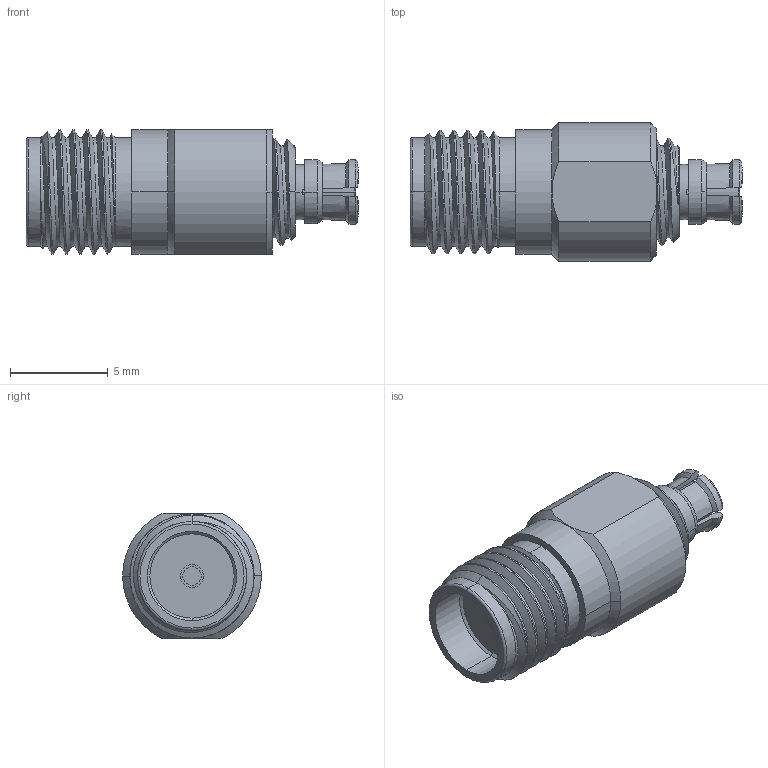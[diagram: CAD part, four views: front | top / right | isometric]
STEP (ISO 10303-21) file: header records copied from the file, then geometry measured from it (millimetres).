
FILE_DESCRIPTION (( 'STEP AP203' ), '1' );
FILE_NAME ('PE91064 ¦ SM8805.step', '2019-05-07T00:32:19', ( '' ), ( '' ), 'SwSTEP 2.0', 'SolidWorks 2018', '' );
FILE_SCHEMA (( 'CONFIG_CONTROL_DESIGN' ));
Length unit declared in the file: inch
Products named in the file (1): PE91064 ｦ SM8805
Bounding box: 17 x 7.1 x 6.4 mm (x, y, z)
Volume: 408 mm3; surface area: 557.6 mm2
Topology: 3 solids, 3 shells, 148 faces, 370 edges, 239 vertices
Faces by surface type: cylinder 52, plane 38, cone 33, bspline 23, torus 2
Entity records: 6991 total; most frequent: CARTESIAN_POINT 3731, ORIENTED_EDGE 740, DIRECTION 589, EDGE_CURVE 370, AXIS2_PLACEMENT_3D 244, VERTEX_POINT 239, EDGE_LOOP 161, ADVANCED_FACE 148
